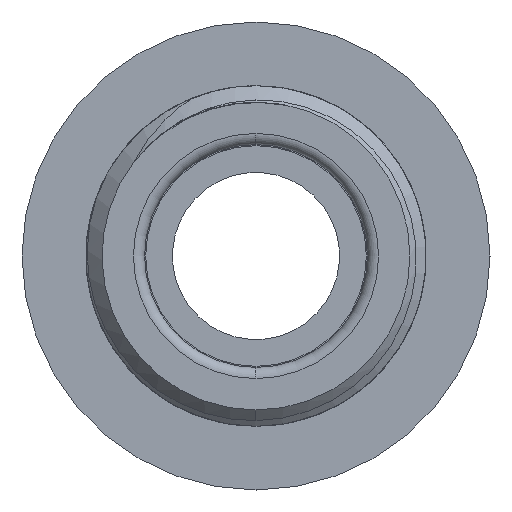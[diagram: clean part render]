
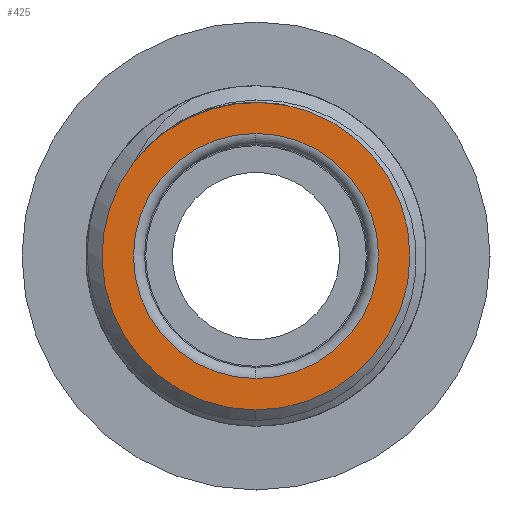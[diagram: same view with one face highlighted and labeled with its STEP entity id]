
A CAD part, front view. The second image highlights one B-rep face of the part: STEP entity #425.
In plain terms, the highlighted planar face has unit normal (0, -1, 0).
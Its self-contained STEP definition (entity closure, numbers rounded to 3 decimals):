
#50 = EDGE_LOOP ( 'NONE', ( #5691, #6388, #4990, #7349, #7827 ) ) ;
#76 = VERTEX_POINT ( 'NONE', #6458 ) ;
#123 = CARTESIAN_POINT ( 'NONE',  ( -4.769, -8., 4.999 ) ) ;
#295 = DIRECTION ( 'NONE',  ( 0., 0., -1. ) ) ;
#402 = CARTESIAN_POINT ( 'NONE',  ( 0., -8., 0. ) ) ;
#425 = ADVANCED_FACE ( 'NONE', ( #8558, #5559 ), #8610, .T. ) ;
#526 = DIRECTION ( 'NONE',  ( 0., -1., 0. ) ) ;
#547 = B_SPLINE_CURVE_WITH_KNOTS ( 'NONE', 3,
 ( #2752, #3590, #2020, #2153 ),
 .UNSPECIFIED., .F., .F.,
 ( 4, 4 ),
 ( 0.022, 0.023 ),
 .UNSPECIFIED. ) ;
#675 = VERTEX_POINT ( 'NONE', #5760 ) ;
#707 = CARTESIAN_POINT ( 'NONE',  ( 0., -8., 0. ) ) ;
#835 = AXIS2_PLACEMENT_3D ( 'NONE', #402, #2703, #3331 ) ;
#962 = EDGE_CURVE ( 'NONE', #76, #8249, #3026, .T. ) ;
#1121 = DIRECTION ( 'NONE',  ( 0., 0., -1. ) ) ;
#1210 = DIRECTION ( 'NONE',  ( 0., 0., -1. ) ) ;
#1213 = CARTESIAN_POINT ( 'NONE',  ( 0., -8., 5.5 ) ) ;
#1307 = CARTESIAN_POINT ( 'NONE',  ( -5.008, -8., 4.745 ) ) ;
#1635 = EDGE_CURVE ( 'NONE', #675, #8249, #6223, .T. ) ;
#2020 = CARTESIAN_POINT ( 'NONE',  ( -5.239, -8., 4.488 ) ) ;
#2079 = DIRECTION ( 'NONE',  ( 0., -1., 0. ) ) ;
#2153 = CARTESIAN_POINT ( 'NONE',  ( -5.12, -8., 4.61 ) ) ;
#2590 = VERTEX_POINT ( 'NONE', #8082 ) ;
#2703 = DIRECTION ( 'NONE',  ( 0., -1., 0. ) ) ;
#2736 = CARTESIAN_POINT ( 'NONE',  ( 0., -8., 0. ) ) ;
#2752 = CARTESIAN_POINT ( 'NONE',  ( -5.463, -8., 4.23 ) ) ;
#3026 = CIRCLE ( 'NONE', #835, 6.909 ) ;
#3041 = EDGE_CURVE ( 'NONE', #2590, #76, #8530, .T. ) ;
#3331 = DIRECTION ( 'NONE',  ( 0., 0., -1. ) ) ;
#3458 = CIRCLE ( 'NONE', #7828, 6.909 ) ;
#3487 = EDGE_CURVE ( 'NONE', #5705, #2590, #3458, .T. ) ;
#3565 = CARTESIAN_POINT ( 'NONE',  ( -4.769, -8., 4.999 ) ) ;
#3590 = CARTESIAN_POINT ( 'NONE',  ( -5.353, -8., 4.361 ) ) ;
#3737 = DIRECTION ( 'NONE',  ( 0., 0., -1. ) ) ;
#3818 = AXIS2_PLACEMENT_3D ( 'NONE', #2736, #5725, #1121 ) ;
#4272 = AXIS2_PLACEMENT_3D ( 'NONE', #5662, #526, #1210 ) ;
#4286 = CARTESIAN_POINT ( 'NONE',  ( -4.89, -8., 4.875 ) ) ;
#4765 = AXIS2_PLACEMENT_3D ( 'NONE', #6255, #5625, #295 ) ;
#4990 = ORIENTED_EDGE ( 'NONE', *, *, #3041, .T. ) ;
#5262 = EDGE_CURVE ( 'NONE', #5705, #675, #547, .T. ) ;
#5345 = DIRECTION ( 'NONE',  ( 0., 0., -1. ) ) ;
#5418 = CARTESIAN_POINT ( 'NONE',  ( 0., -8., -5.5 ) ) ;
#5435 = ORIENTED_EDGE ( 'NONE', *, *, #9430, .T. ) ;
#5442 = EDGE_CURVE ( 'NONE', #6361, #6216, #7583, .T. ) ;
#5559 = FACE_OUTER_BOUND ( 'NONE', #50, .T. ) ;
#5625 = DIRECTION ( 'NONE',  ( 0., 1., 0. ) ) ;
#5662 = CARTESIAN_POINT ( 'NONE',  ( -7.64, -8., 0. ) ) ;
#5691 = ORIENTED_EDGE ( 'NONE', *, *, #5262, .F. ) ;
#5705 = VERTEX_POINT ( 'NONE', #8027 ) ;
#5725 = DIRECTION ( 'NONE',  ( 0., -1., 0. ) ) ;
#5760 = CARTESIAN_POINT ( 'NONE',  ( -5.12, -8., 4.61 ) ) ;
#6083 = CARTESIAN_POINT ( 'NONE',  ( 0., -8., 0. ) ) ;
#6216 = VERTEX_POINT ( 'NONE', #5418 ) ;
#6223 = B_SPLINE_CURVE_WITH_KNOTS ( 'NONE', 3,
 ( #8013, #1307, #4286, #3565 ),
 .UNSPECIFIED., .F., .F.,
 ( 4, 4 ),
 ( 0., 0.001 ),
 .UNSPECIFIED. ) ;
#6255 = CARTESIAN_POINT ( 'NONE',  ( 0., -8., 0. ) ) ;
#6361 = VERTEX_POINT ( 'NONE', #1213 ) ;
#6388 = ORIENTED_EDGE ( 'NONE', *, *, #3487, .T. ) ;
#6458 = CARTESIAN_POINT ( 'NONE',  ( 0., -8., 6.909 ) ) ;
#6670 = DIRECTION ( 'NONE',  ( 0., 1., 0. ) ) ;
#7349 = ORIENTED_EDGE ( 'NONE', *, *, #962, .T. ) ;
#7466 = EDGE_LOOP ( 'NONE', ( #5435, #8588 ) ) ;
#7583 = CIRCLE ( 'NONE', #4765, 5.5 ) ;
#7827 = ORIENTED_EDGE ( 'NONE', *, *, #1635, .F. ) ;
#7828 = AXIS2_PLACEMENT_3D ( 'NONE', #707, #2079, #3737 ) ;
#8013 = CARTESIAN_POINT ( 'NONE',  ( -5.12, -8., 4.61 ) ) ;
#8027 = CARTESIAN_POINT ( 'NONE',  ( -5.463, -8., 4.23 ) ) ;
#8082 = CARTESIAN_POINT ( 'NONE',  ( 0., -8., -6.909 ) ) ;
#8249 = VERTEX_POINT ( 'NONE', #123 ) ;
#8530 = CIRCLE ( 'NONE', #3818, 6.909 ) ;
#8558 = FACE_BOUND ( 'NONE', #7466, .T. ) ;
#8588 = ORIENTED_EDGE ( 'NONE', *, *, #5442, .T. ) ;
#8610 = PLANE ( 'NONE',  #4272 ) ;
#8720 = AXIS2_PLACEMENT_3D ( 'NONE', #6083, #6670, #5345 ) ;
#9430 = EDGE_CURVE ( 'NONE', #6216, #6361, #9496, .T. ) ;
#9496 = CIRCLE ( 'NONE', #8720, 5.5 ) ;
